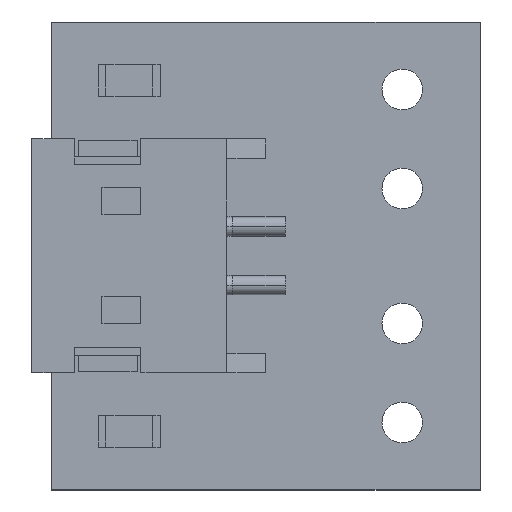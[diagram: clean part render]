
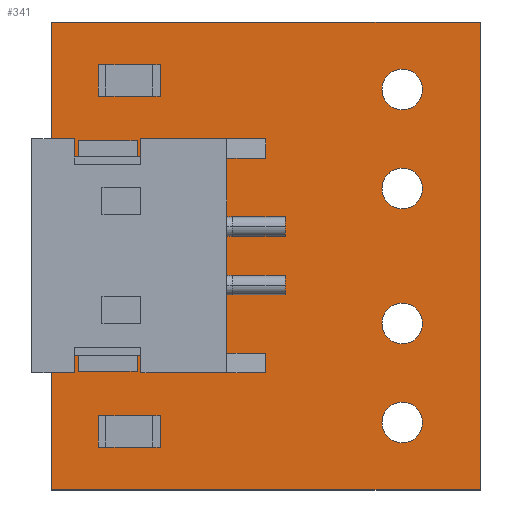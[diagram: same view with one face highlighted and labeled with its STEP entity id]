
A CAD part, top view. The second image highlights one B-rep face of the part: STEP entity #341.
In plain terms, the highlighted planar face has unit normal (0, 0, 1).
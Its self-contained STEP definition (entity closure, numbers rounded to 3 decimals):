
#68 = VERTEX_POINT('',#69);
#69 = CARTESIAN_POINT('',(0.,0.,0.411));
#75 = EDGE_CURVE('',#68,#76,#78,.T.);
#76 = VERTEX_POINT('',#77);
#77 = CARTESIAN_POINT('',(11.,0.,0.411));
#78 = LINE('',#79,#80);
#79 = CARTESIAN_POINT('',(0.,0.,0.411));
#80 = VECTOR('',#81,1.);
#81 = DIRECTION('',(1.,0.,0.));
#106 = EDGE_CURVE('',#76,#107,#109,.T.);
#107 = VERTEX_POINT('',#108);
#108 = CARTESIAN_POINT('',(11.,12.,0.411));
#109 = LINE('',#110,#111);
#110 = CARTESIAN_POINT('',(11.,0.,0.411));
#111 = VECTOR('',#112,1.);
#112 = DIRECTION('',(0.,1.,0.));
#137 = EDGE_CURVE('',#107,#138,#140,.T.);
#138 = VERTEX_POINT('',#139);
#139 = CARTESIAN_POINT('',(0.,12.,0.411));
#140 = LINE('',#141,#142);
#141 = CARTESIAN_POINT('',(11.,12.,0.411));
#142 = VECTOR('',#143,1.);
#143 = DIRECTION('',(-1.,0.,0.));
#168 = EDGE_CURVE('',#138,#68,#169,.T.);
#169 = LINE('',#170,#171);
#170 = CARTESIAN_POINT('',(0.,12.,0.411));
#171 = VECTOR('',#172,1.);
#172 = DIRECTION('',(0.,-1.,0.));
#192 = VERTEX_POINT('',#193);
#193 = CARTESIAN_POINT('',(9.52,7.73,0.411));
#199 = EDGE_CURVE('',#192,#192,#200,.T.);
#200 = CIRCLE('',#201,0.52);
#201 = AXIS2_PLACEMENT_3D('',#202,#203,#204);
#202 = CARTESIAN_POINT('',(9.,7.73,0.411));
#203 = DIRECTION('',(0.,0.,1.));
#204 = DIRECTION('',(1.,0.,0.));
#225 = VERTEX_POINT('',#226);
#226 = CARTESIAN_POINT('',(9.52,10.27,0.411));
#232 = EDGE_CURVE('',#225,#225,#233,.T.);
#233 = CIRCLE('',#234,0.52);
#234 = AXIS2_PLACEMENT_3D('',#235,#236,#237);
#235 = CARTESIAN_POINT('',(9.,10.27,0.411));
#236 = DIRECTION('',(0.,0.,1.));
#237 = DIRECTION('',(1.,0.,0.));
#258 = VERTEX_POINT('',#259);
#259 = CARTESIAN_POINT('',(9.52,1.73,0.411));
#265 = EDGE_CURVE('',#258,#258,#266,.T.);
#266 = CIRCLE('',#267,0.52);
#267 = AXIS2_PLACEMENT_3D('',#268,#269,#270);
#268 = CARTESIAN_POINT('',(9.,1.73,0.411));
#269 = DIRECTION('',(0.,0.,1.));
#270 = DIRECTION('',(1.,0.,0.));
#291 = VERTEX_POINT('',#292);
#292 = CARTESIAN_POINT('',(9.52,4.27,0.411));
#298 = EDGE_CURVE('',#291,#291,#299,.T.);
#299 = CIRCLE('',#300,0.52);
#300 = AXIS2_PLACEMENT_3D('',#301,#302,#303);
#301 = CARTESIAN_POINT('',(9.,4.27,0.411));
#302 = DIRECTION('',(0.,0.,1.));
#303 = DIRECTION('',(1.,0.,0.));
#341 = ADVANCED_FACE('',(#342,#348,#351,#354,#357),#360,.F.);
#342 = FACE_BOUND('',#343,.T.);
#343 = EDGE_LOOP('',(#344,#345,#346,#347));
#344 = ORIENTED_EDGE('',*,*,#75,.T.);
#345 = ORIENTED_EDGE('',*,*,#106,.T.);
#346 = ORIENTED_EDGE('',*,*,#137,.T.);
#347 = ORIENTED_EDGE('',*,*,#168,.T.);
#348 = FACE_BOUND('',#349,.F.);
#349 = EDGE_LOOP('',(#350));
#350 = ORIENTED_EDGE('',*,*,#199,.T.);
#351 = FACE_BOUND('',#352,.F.);
#352 = EDGE_LOOP('',(#353));
#353 = ORIENTED_EDGE('',*,*,#232,.T.);
#354 = FACE_BOUND('',#355,.F.);
#355 = EDGE_LOOP('',(#356));
#356 = ORIENTED_EDGE('',*,*,#265,.T.);
#357 = FACE_BOUND('',#358,.F.);
#358 = EDGE_LOOP('',(#359));
#359 = ORIENTED_EDGE('',*,*,#298,.T.);
#360 = PLANE('',#361);
#361 = AXIS2_PLACEMENT_3D('',#362,#363,#364);
#362 = CARTESIAN_POINT('',(0.,0.,0.411));
#363 = DIRECTION('',(0.,0.,-1.));
#364 = DIRECTION('',(-1.,0.,0.));
